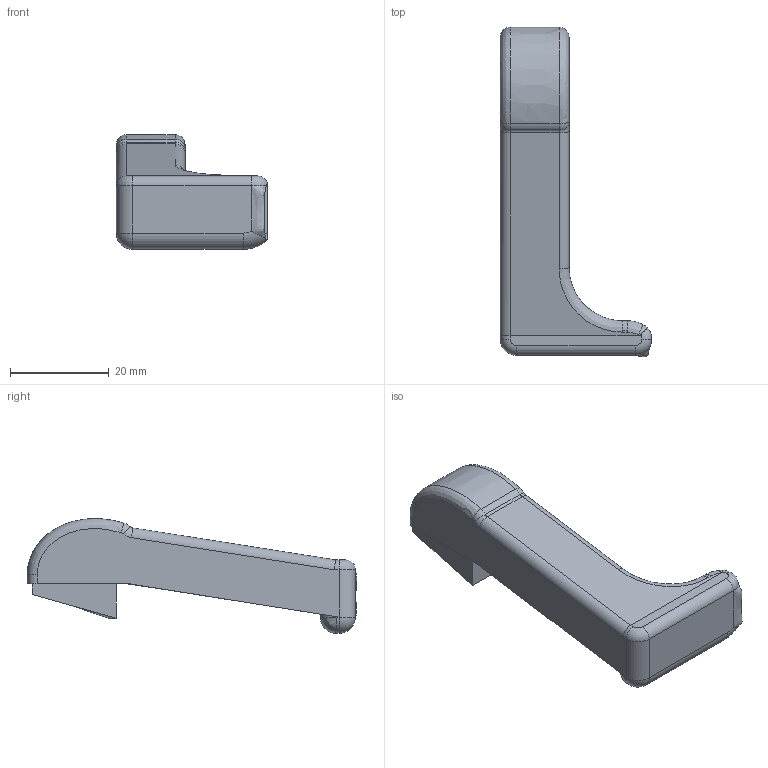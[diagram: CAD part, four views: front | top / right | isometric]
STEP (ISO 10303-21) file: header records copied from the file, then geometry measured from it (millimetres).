
FILE_DESCRIPTION(('HOOPS Exchange Step'),'2;1');
FILE_NAME('temp_export.step','2020-05-11T10:48:43-05:00',('mobile'),('Shapr3D Limited'),'HOOPS Exchange 2018.1','Shapr3D','Authorized');
FILE_SCHEMA( ('AP203_CONFIGURATION_CONTROLLED_3D_DESIGN_OF_MECHANICAL_PARTS_AND_ASSEMBLIES_MIM_LF') );
Length unit declared in the file: millimetre
Products named in the file (1): Body 100
Bounding box: 30.61 x 66.63 x 23.2 mm (x, y, z)
Volume: 8051.2 mm3; surface area: 7028 mm2
Topology: 1 solids, 1 shells, 69 faces, 181 edges, 113 vertices
Faces by surface type: cylinder 21, plane 21, bspline 18, torus 8, sphere 1
Entity records: 11761 total; most frequent: CARTESIAN_POINT 10169, ORIENTED_EDGE 360, DIRECTION 279, EDGE_CURVE 180, VERTEX_POINT 113, AXIS2_PLACEMENT_3D 107, EDGE_LOOP 71, FACE_BOUND 71
